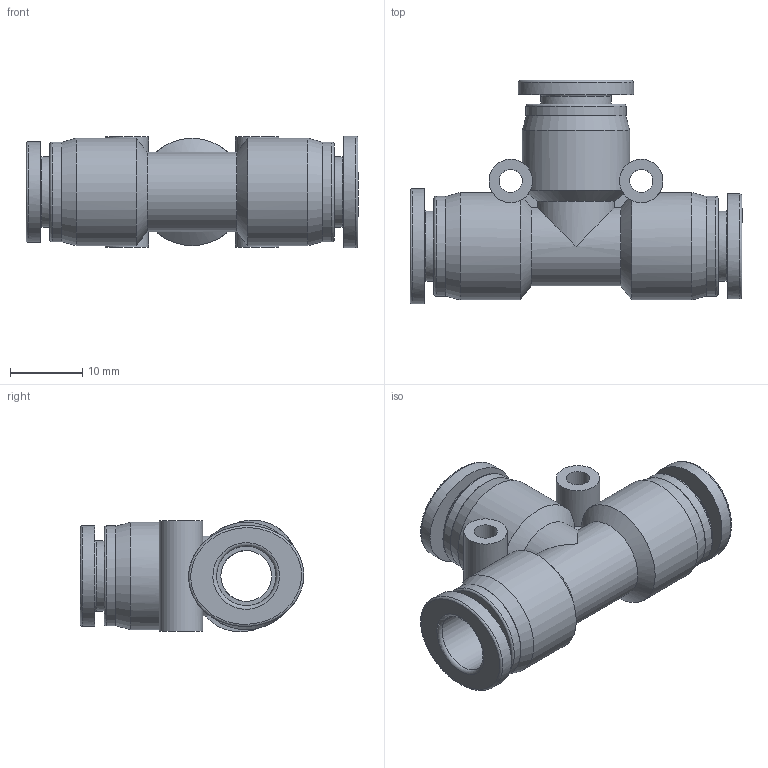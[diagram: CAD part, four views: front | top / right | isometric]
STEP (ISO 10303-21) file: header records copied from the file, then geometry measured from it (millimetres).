
FILE_DESCRIPTION(('FreeCAD Model'),'2;1');
FILE_NAME('Open CASCADE Shape Model','2025-05-12T18:24:47',('Author'),( ''),'Open CASCADE STEP processor 7.8','FreeCAD','Unknown');
FILE_SCHEMA(('AUTOMOTIVE_DESIGN { 1 0 10303 214 1 1 1 1 }'));
Length unit declared in the file: millimetre
Products named in the file (2): PE8; PE08-A
Assembly tree (1 placements, depth 2):
  PE8
    PE08-A
Bounding box: 45.8 x 30.84 x 15.38 mm (x, y, z)
Volume: 6413.2 mm3; surface area: 5889.1 mm2
Topology: 1 solids, 1 shells, 66 faces, 149 edges, 99 vertices
Faces by surface type: plane 23, cylinder 21, torus 9, cone 7, bspline 6
Full cylindrical faces by diameter (mm): 3.2 x2, 6 x2, 7 x2, 8.2 x3, 9.7 x3, 13.8 x3, 14.8 x3
Entity records: 9559 total; most frequent: CARTESIAN_POINT 6522, DIRECTION 459, ORIENTED_EDGE 298, PCURVE 298, DEFINITIONAL_REPRESENTATION 298, LINE 186, VECTOR 186, EDGE_CURVE 149
